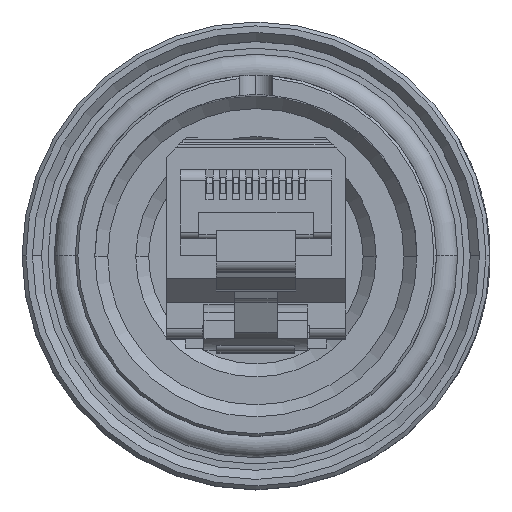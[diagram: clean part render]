
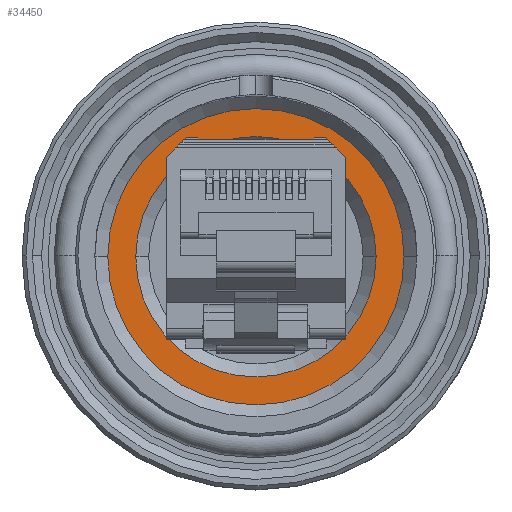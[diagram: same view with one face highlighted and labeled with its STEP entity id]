
A CAD part, top view. The second image highlights one B-rep face of the part: STEP entity #34450.
In plain terms, the highlighted planar face has unit normal (0, 0, 1).
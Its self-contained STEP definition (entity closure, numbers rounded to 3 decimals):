
#1220 = EDGE_CURVE ( 'NONE', #45067, #75082, #59170, .T. ) ;
#1905 = ORIENTED_EDGE ( 'NONE', *, *, #88259, .T. ) ;
#5272 = PLANE ( 'NONE',  #40162 ) ;
#5514 = EDGE_LOOP ( 'NONE', ( #14613, #34948 ) ) ;
#10733 = CARTESIAN_POINT ( 'NONE',  ( 0., 0., -44.8 ) ) ;
#14613 = ORIENTED_EDGE ( 'NONE', *, *, #16900, .T. ) ;
#16900 = EDGE_CURVE ( 'NONE', #90876, #21801, #27015, .T. ) ;
#17568 = CARTESIAN_POINT ( 'NONE',  ( 0., 0., -44.8 ) ) ;
#17823 = DIRECTION ( 'NONE',  ( 1., 0., 0. ) ) ;
#21801 = VERTEX_POINT ( 'NONE', #39719 ) ;
#24298 = DIRECTION ( 'NONE',  ( 1., 0., 0. ) ) ;
#24649 = DIRECTION ( 'NONE',  ( 1., 0., 0. ) ) ;
#27015 = CIRCLE ( 'NONE', #87504, 11.4 ) ;
#28724 = FACE_BOUND ( 'NONE', #41078, .T. ) ;
#33643 = CARTESIAN_POINT ( 'NONE',  ( 0., 9.25, -44.8 ) ) ;
#33954 = CIRCLE ( 'NONE', #44087, 11.4 ) ;
#34450 = ADVANCED_FACE ( 'NONE', ( #28724, #85256 ), #5272, .T. ) ;
#34948 = ORIENTED_EDGE ( 'NONE', *, *, #71822, .T. ) ;
#37737 = DIRECTION ( 'NONE',  ( 0., 0., 1. ) ) ;
#39719 = CARTESIAN_POINT ( 'NONE',  ( -11.4, 0., -44.8 ) ) ;
#40162 = AXIS2_PLACEMENT_3D ( 'NONE', #33643, #83239, #40690 ) ;
#40690 = DIRECTION ( 'NONE',  ( 1., 0., 0. ) ) ;
#41078 = EDGE_LOOP ( 'NONE', ( #44927, #1905 ) ) ;
#44087 = AXIS2_PLACEMENT_3D ( 'NONE', #80186, #37737, #87410 ) ;
#44927 = ORIENTED_EDGE ( 'NONE', *, *, #1220, .T. ) ;
#45067 = VERTEX_POINT ( 'NONE', #45778 ) ;
#45778 = CARTESIAN_POINT ( 'NONE',  ( 9.25, 0., -44.8 ) ) ;
#59170 = CIRCLE ( 'NONE', #82792, 9.25 ) ;
#60265 = DIRECTION ( 'NONE',  ( 0., 0., -1. ) ) ;
#64641 = CIRCLE ( 'NONE', #90786, 9.25 ) ;
#65859 = CARTESIAN_POINT ( 'NONE',  ( 0., 0., -44.8 ) ) ;
#67107 = DIRECTION ( 'NONE',  ( 0., 0., 1. ) ) ;
#71822 = EDGE_CURVE ( 'NONE', #21801, #90876, #33954, .T. ) ;
#73234 = CARTESIAN_POINT ( 'NONE',  ( -9.25, 0., -44.8 ) ) ;
#75082 = VERTEX_POINT ( 'NONE', #73234 ) ;
#80186 = CARTESIAN_POINT ( 'NONE',  ( 0., 0., -44.8 ) ) ;
#82792 = AXIS2_PLACEMENT_3D ( 'NONE', #65859, #87852, #24298 ) ;
#82938 = CARTESIAN_POINT ( 'NONE',  ( 11.4, 0., -44.8 ) ) ;
#83239 = DIRECTION ( 'NONE',  ( 0., 0., 1. ) ) ;
#85256 = FACE_OUTER_BOUND ( 'NONE', #5514, .T. ) ;
#87410 = DIRECTION ( 'NONE',  ( 1., 0., 0. ) ) ;
#87504 = AXIS2_PLACEMENT_3D ( 'NONE', #17568, #67107, #24649 ) ;
#87852 = DIRECTION ( 'NONE',  ( 0., 0., -1. ) ) ;
#88259 = EDGE_CURVE ( 'NONE', #75082, #45067, #64641, .T. ) ;
#90786 = AXIS2_PLACEMENT_3D ( 'NONE', #10733, #60265, #17823 ) ;
#90876 = VERTEX_POINT ( 'NONE', #82938 ) ;
